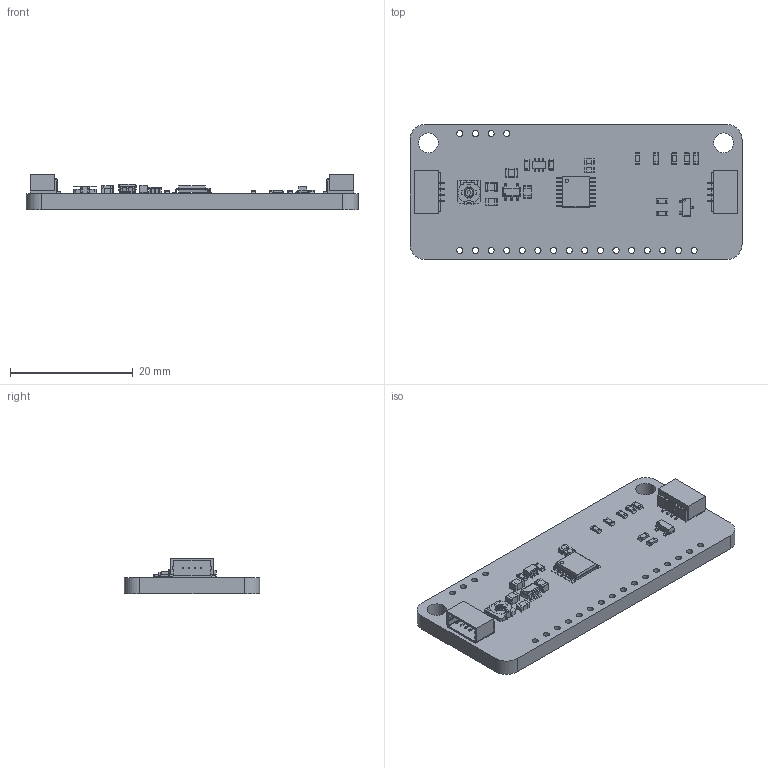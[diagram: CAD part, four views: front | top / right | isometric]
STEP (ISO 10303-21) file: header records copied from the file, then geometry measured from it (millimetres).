
FILE_DESCRIPTION(('KiCad electronic assembly'),'2;1');
FILE_NAME('I2C LCD adapter 3D.step','2025-05-19T14:49:33',('Pcbnew'),( 'Kicad'),'Open CASCADE STEP processor 7.8','KiCad to STEP converter' ,'Unknown');
FILE_SCHEMA(('AUTOMOTIVE_DESIGN { 1 0 10303 214 1 1 1 1 }'));
Length unit declared in the file: millimetre
Products named in the file (22): I2C LCD adapter 3D 1; 0603C; 06035A910JAT2A; TSSOP-16; PW16; 0603R; User Library-R0603-1; 0805C; CL21A106KPFNNWE; SOT23-3; DBZ3; User Library-TC-33X-2; easyC connector; easyC connector v1; SOT-363; NTJD4001NT1G; SOT-23-5; DBV5A; 0806L; DFE201612PD-R47M=P2; I2C LCD adapter_PCB
Assembly tree (33 placements, depth 3):
  I2C LCD adapter 3D 1
    0603C  x2
      06035A910JAT2A
    TSSOP-16
      PW16
    0603R  x9
      User Library-R0603-1
    0805C  x3
      CL21A106KPFNNWE
    SOT23-3
      DBZ3
    User Library-TC-33X-2
      User Library-TC-33X-2
    easyC connector  x2
      easyC connector v1
    SOT-363
      NTJD4001NT1G
    SOT-23-5
      DBV5A
    0806L
      DFE201612PD-R47M=P2
    I2C LCD adapter_PCB
Bounding box: 54 x 22 x 5.77 mm (x, y, z)
Volume: 3159 mm3; surface area: 3694.8 mm2
Topology: 68 solids, 68 shells, 1715 faces, 4344 edges, 2642 vertices
Faces by surface type: plane 964, cylinder 553, sphere 128, bspline 70
Full cylindrical faces by diameter (mm): 1 x20, 3.2 x2
Entity records: 32511 total; most frequent: CARTESIAN_POINT 6000, DIRECTION 5008, ORIENTED_EDGE 4932, EDGE_CURVE 2466, LINE 1780, VECTOR 1780, AXIS2_PLACEMENT_3D 1614, VERTEX_POINT 1582
